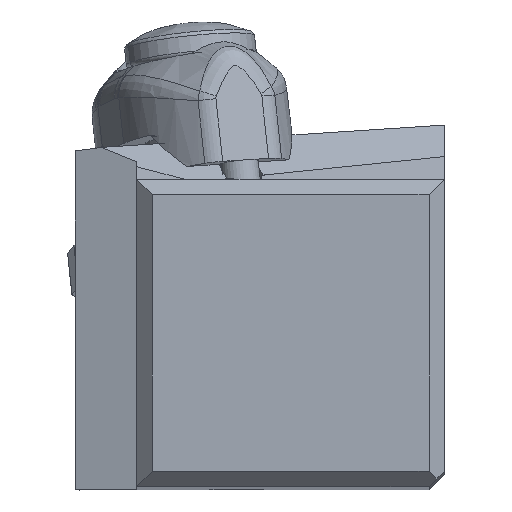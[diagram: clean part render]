
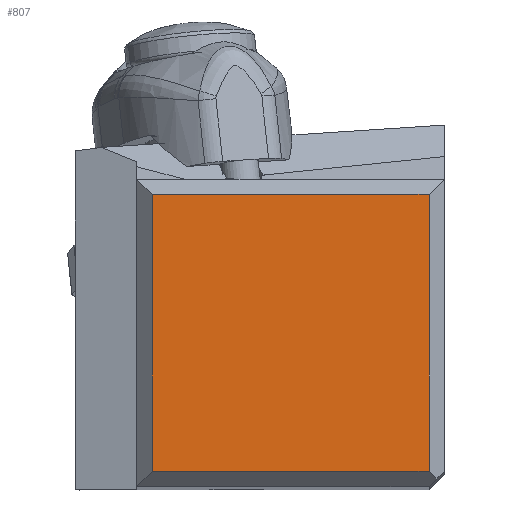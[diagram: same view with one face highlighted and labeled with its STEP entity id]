
A CAD part, top view. The second image highlights one B-rep face of the part: STEP entity #807.
In plain terms, the highlighted planar face has unit normal (0, 0, 1).
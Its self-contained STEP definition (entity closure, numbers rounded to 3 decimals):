
#539=FACE_OUTER_BOUND('',#1199,.T.);
#807=ADVANCED_FACE('',(#539),#1065,.T.);
#1065=PLANE('',#4990);
#1199=EDGE_LOOP('',(#1883,#1884,#1885,#1886));
#1883=ORIENTED_EDGE('',*,*,#3672,.F.);
#1884=ORIENTED_EDGE('',*,*,#3673,.T.);
#1885=ORIENTED_EDGE('',*,*,#3569,.F.);
#1886=ORIENTED_EDGE('',*,*,#3567,.F.);
#3108=VERTEX_POINT('',#6614);
#3109=VERTEX_POINT('',#6616);
#3110=VERTEX_POINT('',#6620);
#3176=VERTEX_POINT('',#6843);
#3567=EDGE_CURVE('',#3108,#3109,#4281,.T.);
#3569=EDGE_CURVE('',#3109,#3110,#4283,.T.);
#3672=EDGE_CURVE('',#3176,#3108,#4354,.T.);
#3673=EDGE_CURVE('',#3176,#3110,#4355,.T.);
#4281=LINE('',#6615,#4537);
#4283=LINE('',#6619,#4539);
#4354=LINE('',#6844,#4610);
#4355=LINE('',#6846,#4611);
#4537=VECTOR('',#5434,1.);
#4539=VECTOR('',#5438,1.);
#4610=VECTOR('',#5635,1.);
#4611=VECTOR('',#5638,1.);
#4990=AXIS2_PLACEMENT_3D('',#6847,#5639,#5640);
#5434=DIRECTION('',(-1.,0.,0.));
#5438=DIRECTION('',(0.,1.,0.));
#5635=DIRECTION('',(0.,-1.,0.));
#5638=DIRECTION('',(-1.,0.,0.));
#5639=DIRECTION('',(0.,0.,1.));
#5640=DIRECTION('',(-1.,0.,0.));
#6614=CARTESIAN_POINT('',(-1.,1.,0.));
#6615=CARTESIAN_POINT('',(-1.,1.,0.));
#6616=CARTESIAN_POINT('',(-19.,1.,0.));
#6619=CARTESIAN_POINT('',(-19.,1.,0.));
#6620=CARTESIAN_POINT('',(-19.,19.,0.));
#6843=CARTESIAN_POINT('',(-1.,19.,0.));
#6844=CARTESIAN_POINT('',(-1.,19.,0.));
#6846=CARTESIAN_POINT('',(-1.,19.,0.));
#6847=CARTESIAN_POINT('',(-10.,10.,0.));
